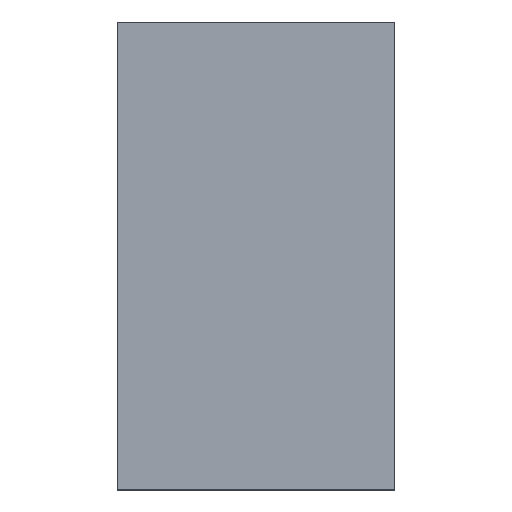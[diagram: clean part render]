
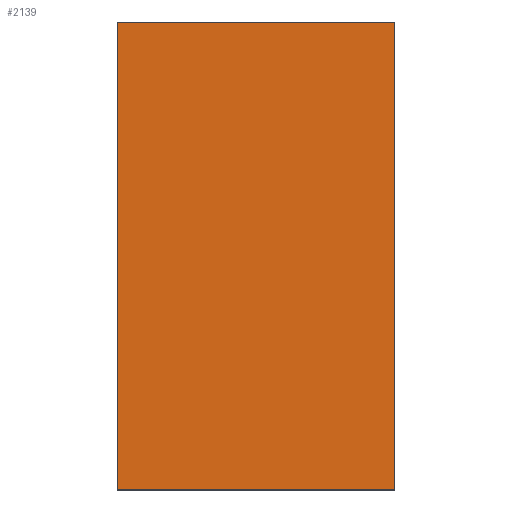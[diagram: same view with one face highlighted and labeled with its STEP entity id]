
A CAD part, top view. The second image highlights one B-rep face of the part: STEP entity #2139.
In plain terms, the highlighted planar face has unit normal (0, 0, 1).
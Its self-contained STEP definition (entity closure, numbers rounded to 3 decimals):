
#197=ORIENTED_EDGE('',*,*,#506,.T.);
#198=ORIENTED_EDGE('',*,*,#538,.T.);
#199=ORIENTED_EDGE('',*,*,#486,.T.);
#200=ORIENTED_EDGE('',*,*,#598,.T.);
#486=EDGE_CURVE('',#711,#714,#874,.T.);
#506=EDGE_CURVE('',#731,#734,#894,.T.);
#538=EDGE_CURVE('',#734,#711,#926,.T.);
#598=EDGE_CURVE('',#714,#731,#985,.T.);
#711=VERTEX_POINT('',#2679);
#714=VERTEX_POINT('',#2684);
#731=VERTEX_POINT('',#2724);
#734=VERTEX_POINT('',#2729);
#874=LINE('',#2685,#1100);
#894=LINE('',#2730,#1120);
#926=LINE('',#2797,#1152);
#985=LINE('',#2916,#1211);
#1100=VECTOR('',#2291,1000.);
#1120=VECTOR('',#2321,1000.);
#1152=VECTOR('',#2361,1000.);
#1211=VECTOR('',#2446,1000.);
#1347=EDGE_LOOP('',(#197,#198,#199,#200));
#1433=FACE_BOUND('',#1347,.T.);
#1513=PLANE('',#2223);
#2139=ADVANCED_FACE('',(#1433),#1513,.T.);
#2223=AXIS2_PLACEMENT_3D('',#2919,#2449,#2450);
#2291=DIRECTION('',(-1.,0.,0.));
#2321=DIRECTION('',(1.,0.,0.));
#2361=DIRECTION('',(0.,1.,0.));
#2446=DIRECTION('',(0.,-1.,0.));
#2449=DIRECTION('',(0.,0.,1.));
#2450=DIRECTION('',(1.,0.,0.));
#2679=CARTESIAN_POINT('',(0.4,0.675,0.4));
#2684=CARTESIAN_POINT('',(-0.4,0.675,0.4));
#2685=CARTESIAN_POINT('',(0.4,0.675,0.4));
#2724=CARTESIAN_POINT('',(-0.4,-0.675,0.4));
#2729=CARTESIAN_POINT('',(0.4,-0.675,0.4));
#2730=CARTESIAN_POINT('',(-0.4,-0.675,0.4));
#2797=CARTESIAN_POINT('',(0.4,-0.675,0.4));
#2916=CARTESIAN_POINT('',(-0.4,0.675,0.4));
#2919=CARTESIAN_POINT('',(0.,0.,0.4));
